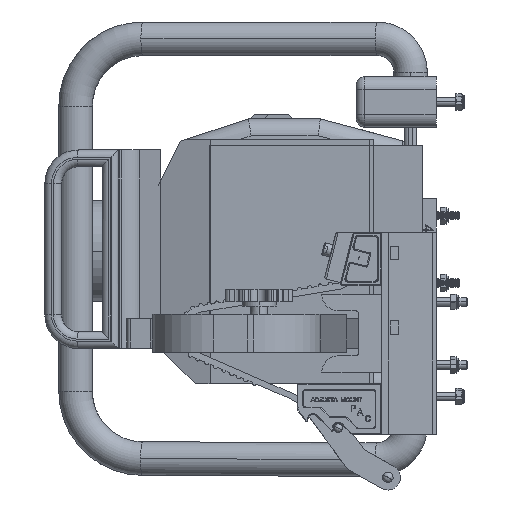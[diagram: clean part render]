
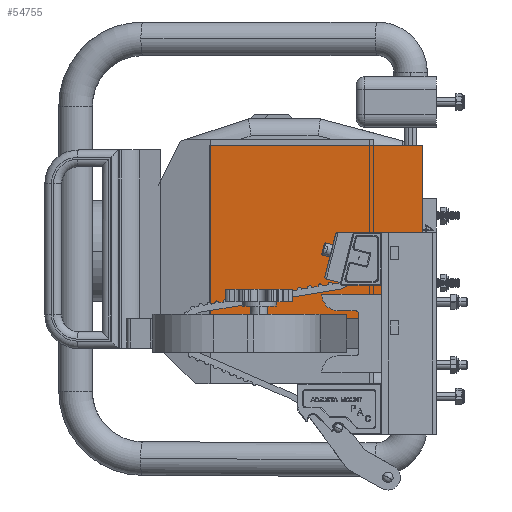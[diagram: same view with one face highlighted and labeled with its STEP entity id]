
A CAD part, left-side view. The second image highlights one B-rep face of the part: STEP entity #54755.
In plain terms, the highlighted planar face has unit normal (-0.995, 0.097, 0).
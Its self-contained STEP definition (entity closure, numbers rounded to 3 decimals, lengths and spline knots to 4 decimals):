
#10962 = CARTESIAN_POINT ( 'NONE',  ( 5.3717, 0.406, 0.4375 ) ) ;
#10963 = CARTESIAN_POINT ( 'NONE',  ( 5.9862, 6.7191, 0.4375 ) ) ;
#10965 = CARTESIAN_POINT ( 'NONE',  ( 5.3717, 0.406, 5.5918 ) ) ;
#10967 = CARTESIAN_POINT ( 'NONE',  ( 5.9862, 6.7191, 5.5918 ) ) ;
#18594 = AXIS2_PLACEMENT_3D ( 'NONE', #48393, #48410, #48412 ) ;
#28707 = LINE ( 'NONE', #32231, #28725 ) ;
#28725 = VECTOR ( 'NONE', #32232, 39.3701 ) ;
#28729 = LINE ( 'NONE', #32239, #28730 ) ;
#28730 = VECTOR ( 'NONE', #32240, 39.3701 ) ;
#28732 = LINE ( 'NONE', #32234, #28738 ) ;
#28738 = VECTOR ( 'NONE', #32246, 39.3701 ) ;
#28740 = LINE ( 'NONE', #32247, #28741 ) ;
#28741 = VECTOR ( 'NONE', #32248, 39.3701 ) ;
#29076 = FACE_OUTER_BOUND ( 'NONE', #52510, .T. ) ;
#32231 = CARTESIAN_POINT ( 'NONE',  ( 5.9862, 6.7191, 0.4375 ) ) ;
#32232 = DIRECTION ( 'NONE',  ( -0.097, -0.995, 0. ) ) ;
#32234 = CARTESIAN_POINT ( 'NONE',  ( 5.3717, 0.406, 0.4375 ) ) ;
#32239 = CARTESIAN_POINT ( 'NONE',  ( 5.9862, 6.7191, 0.4375 ) ) ;
#32240 = DIRECTION ( 'NONE',  ( 0., 0., -1. ) ) ;
#32246 = DIRECTION ( 'NONE',  ( 0., 0., 1. ) ) ;
#32247 = CARTESIAN_POINT ( 'NONE',  ( 5.9862, 6.7191, 5.5918 ) ) ;
#32248 = DIRECTION ( 'NONE',  ( 0.097, 0.995, 0. ) ) ;
#48393 = CARTESIAN_POINT ( 'NONE',  ( 5.3717, 0.406, 0.4375 ) ) ;
#48402 = PLANE ( 'NONE',  #18594 ) ;
#48410 = DIRECTION ( 'NONE',  ( -0.995, 0.097, 0. ) ) ;
#48412 = DIRECTION ( 'NONE',  ( -0.097, -0.995, 0. ) ) ;
#52510 = EDGE_LOOP ( 'NONE', ( #53782, #53783, #53784, #53785 ) ) ;
#53782 = ORIENTED_EDGE ( 'NONE', *, *, #54556, .T. ) ;
#53783 = ORIENTED_EDGE ( 'NONE', *, *, #54562, .T. ) ;
#53784 = ORIENTED_EDGE ( 'NONE', *, *, #54563, .T. ) ;
#53785 = ORIENTED_EDGE ( 'NONE', *, *, #54559, .T. ) ;
#54556 = EDGE_CURVE ( 'NONE', #55823, #55822, #28707, .T. ) ;
#54559 = EDGE_CURVE ( 'NONE', #55827, #55823, #28729, .T. ) ;
#54562 = EDGE_CURVE ( 'NONE', #55822, #55825, #28732, .T. ) ;
#54563 = EDGE_CURVE ( 'NONE', #55825, #55827, #28740, .T. ) ;
#54755 = ADVANCED_FACE ( 'NONE', ( #29076 ), #48402, .T. ) ;
#55822 = VERTEX_POINT ( 'NONE', #10962 ) ;
#55823 = VERTEX_POINT ( 'NONE', #10963 ) ;
#55825 = VERTEX_POINT ( 'NONE', #10965 ) ;
#55827 = VERTEX_POINT ( 'NONE', #10967 ) ;
